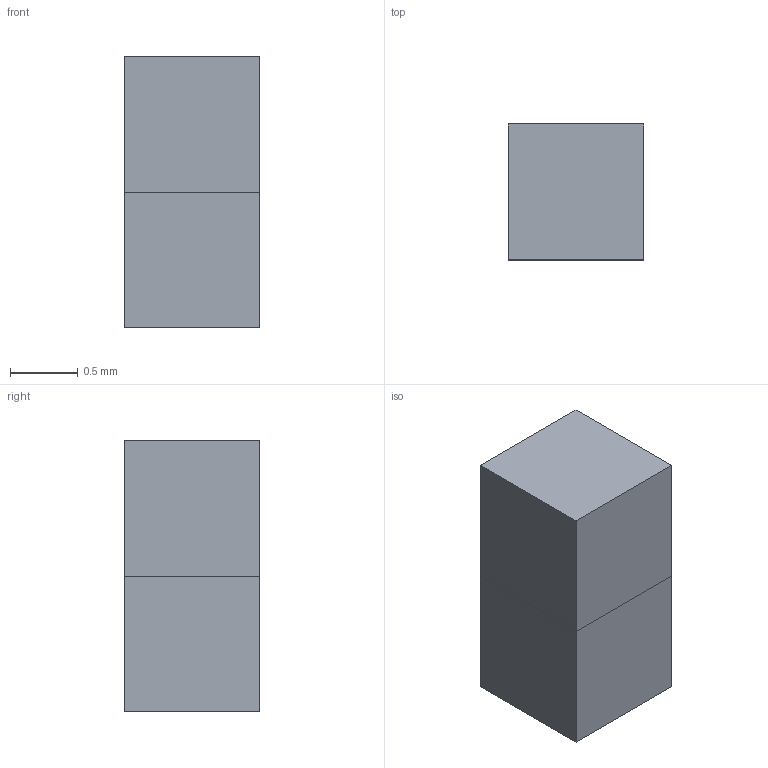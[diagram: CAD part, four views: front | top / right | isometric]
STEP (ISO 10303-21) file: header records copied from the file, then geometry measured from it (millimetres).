
FILE_DESCRIPTION(('Open CASCADE Model'),'2;1');
FILE_NAME('Open CASCADE Shape Model','2020-10-19T11:40:30',('dpasukhi'),( 'Open CASCADE'),'Open CASCADE STEP processor 7.5','Open CASCADE 7.5' ,'bug28454');
FILE_SCHEMA(('AUTOMOTIVE_DESIGN { 1 0 10303 214 1 1 1 1 }'));
Length unit declared in the file: millimetre
Products named in the file (15): AaBbCcÄäÖöÜüß*,.-;:_; π; Expression: αβ\γ*π; 🟊; Star, arrow, faces: 🟊🠊😷🤦 end; Ärger; hôtel; \PE\ªÕâ; see § 4.1; line one
line two; Expression: ±3π*π+12; Expression:*03B3; µCÂ; ; 
Bounding box: 1 x 1 x 2 mm (x, y, z)
Surface area: 118 mm2
Topology: 15 solids, 15 shells, 90 faces, 180 edges, 120 vertices
Faces by surface type: plane 90
Entity records: 4746 total; most frequent: CARTESIAN_POINT 751, DIRECTION 722, LINE 540, VECTOR 540, ORIENTED_EDGE 360, PCURVE 360, DEFINITIONAL_REPRESENTATION 360, EDGE_CURVE 180
